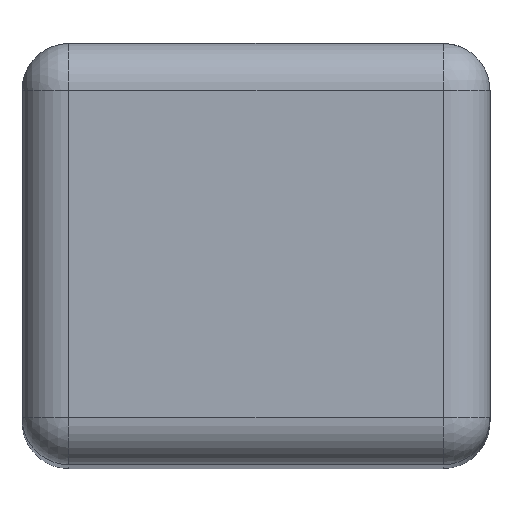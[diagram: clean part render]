
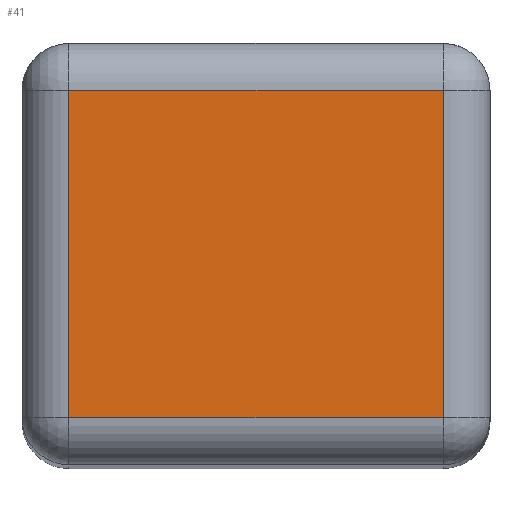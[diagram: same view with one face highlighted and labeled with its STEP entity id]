
A CAD part, top view. The second image highlights one B-rep face of the part: STEP entity #41.
In plain terms, the highlighted planar face has unit normal (0, 0, 1).
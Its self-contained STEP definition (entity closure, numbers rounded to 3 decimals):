
#19 = DIRECTION ( 'NONE',  ( -1., 0., 0. ) ) ;
#24 = CARTESIAN_POINT ( 'NONE',  ( 4., 1., 24.5 ) ) ;
#29 = ORIENTED_EDGE ( 'NONE', *, *, #114, .T. ) ;
#41 = ADVANCED_FACE ( 'NONE', ( #567 ), #261, .F. ) ;
#44 = VECTOR ( 'NONE', #115, 1000. ) ;
#49 = ORIENTED_EDGE ( 'NONE', *, *, #175, .T. ) ;
#104 = VECTOR ( 'NONE', #482, 1000. ) ;
#112 = CARTESIAN_POINT ( 'NONE',  ( -5., 8., 24.5 ) ) ;
#114 = EDGE_CURVE ( 'NONE', #513, #493, #370, .T. ) ;
#115 = DIRECTION ( 'NONE',  ( 0., -1., 0. ) ) ;
#137 = VECTOR ( 'NONE', #19, 1000. ) ;
#174 = CARTESIAN_POINT ( 'NONE',  ( -4., 8., 24.5 ) ) ;
#175 = EDGE_CURVE ( 'NONE', #493, #611, #638, .T. ) ;
#177 = CARTESIAN_POINT ( 'NONE',  ( -4., 1., 24.5 ) ) ;
#251 = ORIENTED_EDGE ( 'NONE', *, *, #332, .T. ) ;
#261 = PLANE ( 'NONE',  #562 ) ;
#278 = CARTESIAN_POINT ( 'NONE',  ( 4., 8., 24.5 ) ) ;
#294 = ORIENTED_EDGE ( 'NONE', *, *, #470, .T. ) ;
#314 = DIRECTION ( 'NONE',  ( -1., 0., 0. ) ) ;
#332 = EDGE_CURVE ( 'NONE', #611, #530, #484, .T. ) ;
#363 = DIRECTION ( 'NONE',  ( 0., 0., -1. ) ) ;
#364 = DIRECTION ( 'NONE',  ( 1., 0., 0. ) ) ;
#370 = LINE ( 'NONE', #480, #104 ) ;
#470 = EDGE_CURVE ( 'NONE', #530, #513, #635, .T. ) ;
#480 = CARTESIAN_POINT ( 'NONE',  ( 4., 9., 24.5 ) ) ;
#482 = DIRECTION ( 'NONE',  ( 0., 1., 0. ) ) ;
#484 = LINE ( 'NONE', #630, #44 ) ;
#493 = VERTEX_POINT ( 'NONE', #278 ) ;
#513 = VERTEX_POINT ( 'NONE', #24 ) ;
#525 = EDGE_LOOP ( 'NONE', ( #49, #251, #294, #29 ) ) ;
#530 = VERTEX_POINT ( 'NONE', #177 ) ;
#562 = AXIS2_PLACEMENT_3D ( 'NONE', #568, #363, #314 ) ;
#567 = FACE_OUTER_BOUND ( 'NONE', #525, .T. ) ;
#568 = CARTESIAN_POINT ( 'NONE',  ( -5., 9., 24.5 ) ) ;
#598 = VECTOR ( 'NONE', #364, 1000. ) ;
#611 = VERTEX_POINT ( 'NONE', #174 ) ;
#630 = CARTESIAN_POINT ( 'NONE',  ( -4., 9., 24.5 ) ) ;
#635 = LINE ( 'NONE', #637, #598 ) ;
#637 = CARTESIAN_POINT ( 'NONE',  ( 5., 1., 24.5 ) ) ;
#638 = LINE ( 'NONE', #112, #137 ) ;
